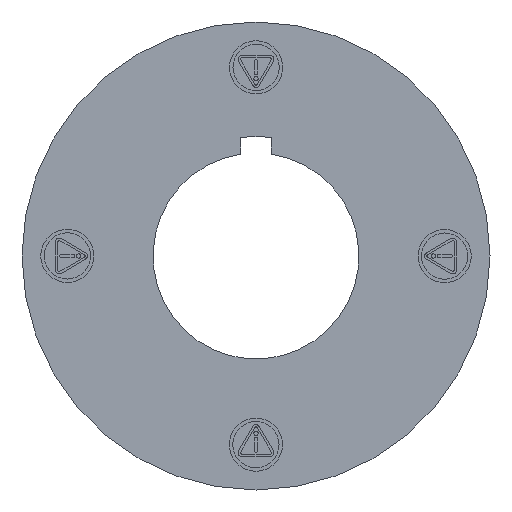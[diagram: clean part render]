
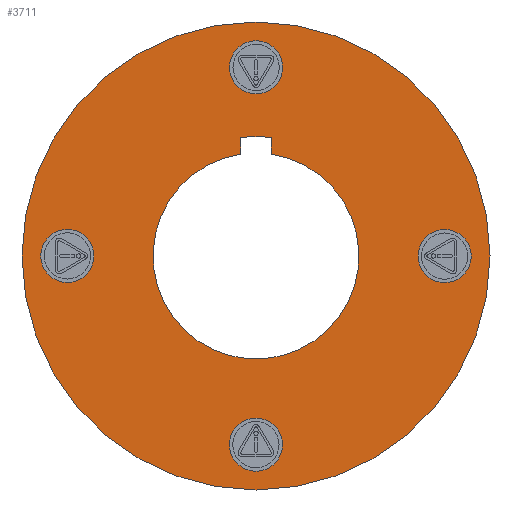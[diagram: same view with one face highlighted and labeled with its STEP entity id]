
A CAD part, front view. The second image highlights one B-rep face of the part: STEP entity #3711.
In plain terms, the highlighted planar face has unit normal (0, -1, 0).
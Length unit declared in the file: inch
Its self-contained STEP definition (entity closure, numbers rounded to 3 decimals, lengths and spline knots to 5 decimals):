
#29 = DIRECTION ( 'NONE',  ( 0., -1., 0. ) ) ;
#44 = EDGE_CURVE ( 'NONE', #4795, #3377, #5555, .T. ) ;
#84 = CARTESIAN_POINT ( 'NONE',  ( -0.79358, -0.01969, 0.11209 ) ) ;
#154 = DIRECTION ( 'NONE',  ( 0., 0., 1. ) ) ;
#178 = EDGE_CURVE ( 'NONE', #4997, #3609, #440, .T. ) ;
#187 = CARTESIAN_POINT ( 'NONE',  ( -0.06496, -0.01969, 0.36551 ) ) ;
#193 = CARTESIAN_POINT ( 'NONE',  ( -0.00032, -0.01969, -0.68181 ) ) ;
#215 = LINE ( 'NONE', #187, #4310 ) ;
#312 = VERTEX_POINT ( 'NONE', #5140 ) ;
#320 = VERTEX_POINT ( 'NONE', #3402 ) ;
#332 = ORIENTED_EDGE ( 'NONE', *, *, #2891, .F. ) ;
#346 = CIRCLE ( 'NONE', #4388, 0.11177 ) ;
#398 = DIRECTION ( 'NONE',  ( 0., 0., 1. ) ) ;
#436 = ORIENTED_EDGE ( 'NONE', *, *, #2950, .T. ) ;
#440 = CIRCLE ( 'NONE', #1882, 0.50197 ) ;
#447 = CIRCLE ( 'NONE', #4493, 0.11177 ) ;
#458 = AXIS2_PLACEMENT_3D ( 'NONE', #1108, #1138, #2903 ) ;
#471 = CARTESIAN_POINT ( 'NONE',  ( 0.00032, -0.01969, 0.79358 ) ) ;
#490 = DIRECTION ( 'NONE',  ( 0., 0., -1. ) ) ;
#498 = DIRECTION ( 'NONE',  ( 0., 0., -1. ) ) ;
#628 = ORIENTED_EDGE ( 'NONE', *, *, #745, .F. ) ;
#642 = CARTESIAN_POINT ( 'NONE',  ( 0., -0.01969, 0.50197 ) ) ;
#721 = AXIS2_PLACEMENT_3D ( 'NONE', #5029, #3268, #2907 ) ;
#723 = EDGE_LOOP ( 'NONE', ( #1147, #2975 ) ) ;
#745 = EDGE_CURVE ( 'NONE', #3265, #1119, #1506, .T. ) ;
#797 = CIRCLE ( 'NONE', #3947, 0.11177 ) ;
#836 = EDGE_LOOP ( 'NONE', ( #3204, #3625 ) ) ;
#841 = DIRECTION ( 'NONE',  ( 0., -1., 0. ) ) ;
#845 = CARTESIAN_POINT ( 'NONE',  ( -0.00032, -0.01969, -0.90534 ) ) ;
#878 = AXIS2_PLACEMENT_3D ( 'NONE', #4651, #5583, #1670 ) ;
#890 = CIRCLE ( 'NONE', #4037, 0.43307 ) ;
#1008 = DIRECTION ( 'NONE',  ( 0., 0., 1. ) ) ;
#1086 = CIRCLE ( 'NONE', #1898, 0.11177 ) ;
#1108 = CARTESIAN_POINT ( 'NONE',  ( 0., -0.01969, 0. ) ) ;
#1116 = VERTEX_POINT ( 'NONE', #4699 ) ;
#1119 = VERTEX_POINT ( 'NONE', #845 ) ;
#1138 = DIRECTION ( 'NONE',  ( 0., 1., 0. ) ) ;
#1147 = ORIENTED_EDGE ( 'NONE', *, *, #2718, .F. ) ;
#1205 = DIRECTION ( 'NONE',  ( 0., 0., -1. ) ) ;
#1226 = ORIENTED_EDGE ( 'NONE', *, *, #1600, .F. ) ;
#1478 = CARTESIAN_POINT ( 'NONE',  ( 0.79358, -0.01969, -0.00032 ) ) ;
#1506 = CIRCLE ( 'NONE', #878, 0.11177 ) ;
#1586 = DIRECTION ( 'NONE',  ( 0., -1., 0. ) ) ;
#1596 = FACE_BOUND ( 'NONE', #4019, .T. ) ;
#1600 = EDGE_CURVE ( 'NONE', #1116, #3928, #346, .T. ) ;
#1601 = EDGE_CURVE ( 'NONE', #3928, #1116, #797, .T. ) ;
#1631 = AXIS2_PLACEMENT_3D ( 'NONE', #3728, #1586, #3308 ) ;
#1670 = DIRECTION ( 'NONE',  ( 0., 0., -1. ) ) ;
#1814 = ORIENTED_EDGE ( 'NONE', *, *, #1992, .T. ) ;
#1882 = AXIS2_PLACEMENT_3D ( 'NONE', #1886, #4052, #1008 ) ;
#1886 = CARTESIAN_POINT ( 'NONE',  ( 0., -0.01969, 0. ) ) ;
#1898 = AXIS2_PLACEMENT_3D ( 'NONE', #2981, #2234, #4323 ) ;
#1968 = CARTESIAN_POINT ( 'NONE',  ( 0.79358, -0.01969, -0.11209 ) ) ;
#1992 = EDGE_CURVE ( 'NONE', #4986, #2462, #890, .T. ) ;
#2032 = CARTESIAN_POINT ( 'NONE',  ( 0., -0.01969, 0.98425 ) ) ;
#2047 = EDGE_LOOP ( 'NONE', ( #3052, #1226 ) ) ;
#2050 = DIRECTION ( 'NONE',  ( 0., 1., 0. ) ) ;
#2068 = VERTEX_POINT ( 'NONE', #2032 ) ;
#2234 = DIRECTION ( 'NONE',  ( 0., -1., 0. ) ) ;
#2241 = DIRECTION ( 'NONE',  ( 0., 0., -1. ) ) ;
#2326 = DIRECTION ( 'NONE',  ( 0., -1., 0. ) ) ;
#2340 = VECTOR ( 'NONE', #1205, 39.37008 ) ;
#2462 = VERTEX_POINT ( 'NONE', #4590 ) ;
#2507 = ORIENTED_EDGE ( 'NONE', *, *, #3946, .F. ) ;
#2565 = CARTESIAN_POINT ( 'NONE',  ( 0.79358, -0.01969, 0.11144 ) ) ;
#2623 = DIRECTION ( 'NONE',  ( 0., -1., 0. ) ) ;
#2635 = ORIENTED_EDGE ( 'NONE', *, *, #4537, .F. ) ;
#2713 = CIRCLE ( 'NONE', #1631, 0.11177 ) ;
#2718 = EDGE_CURVE ( 'NONE', #2068, #312, #5389, .T. ) ;
#2793 = EDGE_CURVE ( 'NONE', #2462, #4997, #215, .T. ) ;
#2891 = EDGE_CURVE ( 'NONE', #3215, #3802, #447, .T. ) ;
#2903 = DIRECTION ( 'NONE',  ( 0., 0., 1. ) ) ;
#2907 = DIRECTION ( 'NONE',  ( 0., 0., 1. ) ) ;
#2950 = EDGE_CURVE ( 'NONE', #3609, #320, #2977, .T. ) ;
#2958 = FACE_OUTER_BOUND ( 'NONE', #723, .T. ) ;
#2959 = EDGE_CURVE ( 'NONE', #320, #4986, #3118, .T. ) ;
#2973 = CARTESIAN_POINT ( 'NONE',  ( 0.06496, -0.01969, 0.42817 ) ) ;
#2974 = AXIS2_PLACEMENT_3D ( 'NONE', #5249, #2050, #4375 ) ;
#2975 = ORIENTED_EDGE ( 'NONE', *, *, #4491, .F. ) ;
#2977 = CIRCLE ( 'NONE', #2974, 0.50197 ) ;
#2981 = CARTESIAN_POINT ( 'NONE',  ( -0.00032, -0.01969, -0.79358 ) ) ;
#3052 = ORIENTED_EDGE ( 'NONE', *, *, #1601, .F. ) ;
#3073 = CIRCLE ( 'NONE', #458, 0.98425 ) ;
#3090 = CARTESIAN_POINT ( 'NONE',  ( 0.06496, -0.01969, 0.49775 ) ) ;
#3118 = LINE ( 'NONE', #3090, #2340 ) ;
#3155 = CIRCLE ( 'NONE', #3601, 0.11177 ) ;
#3186 = CARTESIAN_POINT ( 'NONE',  ( 0., -0.01969, 0. ) ) ;
#3204 = ORIENTED_EDGE ( 'NONE', *, *, #4453, .F. ) ;
#3215 = VERTEX_POINT ( 'NONE', #1968 ) ;
#3265 = VERTEX_POINT ( 'NONE', #193 ) ;
#3268 = DIRECTION ( 'NONE',  ( 0., 1., 0. ) ) ;
#3308 = DIRECTION ( 'NONE',  ( 0., 0., -1. ) ) ;
#3377 = VERTEX_POINT ( 'NONE', #4251 ) ;
#3385 = FACE_BOUND ( 'NONE', #3481, .T. ) ;
#3402 = CARTESIAN_POINT ( 'NONE',  ( 0.06496, -0.01969, 0.49775 ) ) ;
#3443 = DIRECTION ( 'NONE',  ( 0., -1., 0. ) ) ;
#3481 = EDGE_LOOP ( 'NONE', ( #5184, #436, #4856, #1814, #5415 ) ) ;
#3601 = AXIS2_PLACEMENT_3D ( 'NONE', #1478, #2326, #5315 ) ;
#3609 = VERTEX_POINT ( 'NONE', #642 ) ;
#3623 = CARTESIAN_POINT ( 'NONE',  ( 0.00032, -0.01969, 0.68181 ) ) ;
#3625 = ORIENTED_EDGE ( 'NONE', *, *, #44, .F. ) ;
#3655 = DIRECTION ( 'NONE',  ( 0., 0., 1. ) ) ;
#3711 = ADVANCED_FACE ( 'NONE', ( #3740, #1596, #3715, #5431, #3385, #2958 ), #4218, .F. ) ;
#3715 = FACE_BOUND ( 'NONE', #836, .T. ) ;
#3725 = CARTESIAN_POINT ( 'NONE',  ( 0., -0.01969, 0. ) ) ;
#3728 = CARTESIAN_POINT ( 'NONE',  ( -0.79358, -0.01969, 0.00032 ) ) ;
#3740 = FACE_BOUND ( 'NONE', #2047, .T. ) ;
#3771 = CARTESIAN_POINT ( 'NONE',  ( 0.79358, -0.01969, -0.00032 ) ) ;
#3802 = VERTEX_POINT ( 'NONE', #2565 ) ;
#3842 = CARTESIAN_POINT ( 'NONE',  ( -0.06496, -0.01969, 0.49775 ) ) ;
#3928 = VERTEX_POINT ( 'NONE', #3623 ) ;
#3946 = EDGE_CURVE ( 'NONE', #3802, #3215, #3155, .T. ) ;
#3947 = AXIS2_PLACEMENT_3D ( 'NONE', #471, #29, #2241 ) ;
#4019 = EDGE_LOOP ( 'NONE', ( #332, #2507 ) ) ;
#4024 = DIRECTION ( 'NONE',  ( 0., 1., 0. ) ) ;
#4037 = AXIS2_PLACEMENT_3D ( 'NONE', #3725, #5442, #398 ) ;
#4052 = DIRECTION ( 'NONE',  ( 0., 1., 0. ) ) ;
#4218 = PLANE ( 'NONE',  #721 ) ;
#4251 = CARTESIAN_POINT ( 'NONE',  ( -0.79358, -0.01969, -0.11144 ) ) ;
#4306 = AXIS2_PLACEMENT_3D ( 'NONE', #4383, #3443, #498 ) ;
#4310 = VECTOR ( 'NONE', #3655, 39.37008 ) ;
#4323 = DIRECTION ( 'NONE',  ( 0., 0., -1. ) ) ;
#4356 = CARTESIAN_POINT ( 'NONE',  ( 0.00032, -0.01969, 0.79358 ) ) ;
#4375 = DIRECTION ( 'NONE',  ( 0., 0., 1. ) ) ;
#4379 = DIRECTION ( 'NONE',  ( 0., 0., -1. ) ) ;
#4383 = CARTESIAN_POINT ( 'NONE',  ( -0.79358, -0.01969, 0.00032 ) ) ;
#4388 = AXIS2_PLACEMENT_3D ( 'NONE', #4356, #2623, #4379 ) ;
#4453 = EDGE_CURVE ( 'NONE', #3377, #4795, #2713, .T. ) ;
#4491 = EDGE_CURVE ( 'NONE', #312, #2068, #3073, .T. ) ;
#4493 = AXIS2_PLACEMENT_3D ( 'NONE', #3771, #841, #490 ) ;
#4537 = EDGE_CURVE ( 'NONE', #1119, #3265, #1086, .T. ) ;
#4590 = CARTESIAN_POINT ( 'NONE',  ( -0.06496, -0.01969, 0.42817 ) ) ;
#4651 = CARTESIAN_POINT ( 'NONE',  ( -0.00032, -0.01969, -0.79358 ) ) ;
#4699 = CARTESIAN_POINT ( 'NONE',  ( 0.00032, -0.01969, 0.90534 ) ) ;
#4795 = VERTEX_POINT ( 'NONE', #84 ) ;
#4839 = AXIS2_PLACEMENT_3D ( 'NONE', #3186, #4024, #154 ) ;
#4856 = ORIENTED_EDGE ( 'NONE', *, *, #2959, .T. ) ;
#4986 = VERTEX_POINT ( 'NONE', #2973 ) ;
#4997 = VERTEX_POINT ( 'NONE', #3842 ) ;
#5029 = CARTESIAN_POINT ( 'NONE',  ( 0., -0.01969, 0. ) ) ;
#5140 = CARTESIAN_POINT ( 'NONE',  ( 0., -0.01969, -0.98425 ) ) ;
#5184 = ORIENTED_EDGE ( 'NONE', *, *, #178, .T. ) ;
#5249 = CARTESIAN_POINT ( 'NONE',  ( 0., -0.01969, 0. ) ) ;
#5312 = EDGE_LOOP ( 'NONE', ( #2635, #628 ) ) ;
#5315 = DIRECTION ( 'NONE',  ( 0., 0., -1. ) ) ;
#5389 = CIRCLE ( 'NONE', #4839, 0.98425 ) ;
#5415 = ORIENTED_EDGE ( 'NONE', *, *, #2793, .T. ) ;
#5431 = FACE_BOUND ( 'NONE', #5312, .T. ) ;
#5442 = DIRECTION ( 'NONE',  ( 0., 1., 0. ) ) ;
#5555 = CIRCLE ( 'NONE', #4306, 0.11177 ) ;
#5583 = DIRECTION ( 'NONE',  ( 0., -1., 0. ) ) ;
